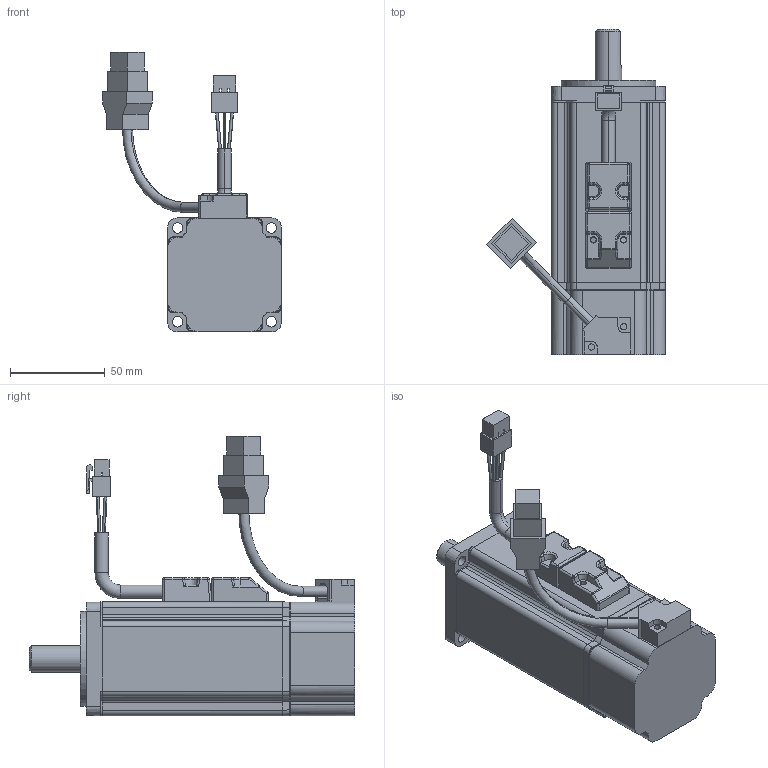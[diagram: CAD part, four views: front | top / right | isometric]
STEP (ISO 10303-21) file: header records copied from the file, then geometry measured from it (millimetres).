
FILE_DESCRIPTION(/* description */ ('Alibre Inc.'),/* implementation_level */ '2;1');
FILE_NAME(/* name */ 'export-38D1791E-B9E0-442D-A58A-887797EFCA3F',/* time_stamp */ '2024-06-20T12:20:46+02:00',/* author */ (''),/* organization */ (''),/* preprocessor_version */ 'ST-DEVELOPER v17',/* originating_system */ 'Alibre',/* authorisation */ '');
FILE_SCHEMA (('AUTOMOTIVE_DESIGN'));
Length unit declared in the file: millimetre
Products named in the file (1): ECMA-CX0602FS
Bounding box: 94.24 x 171.6 x 147.37 mm (x, y, z)
Volume: 494429.6 mm3; surface area: 53962 mm2
Topology: 1 solids, 1 shells, 514 faces, 1304 edges, 807 vertices
Faces by surface type: plane 248, cylinder 198, cone 27, sphere 18, torus 12, bspline 11
Entity records: 16159 total; most frequent: CARTESIAN_POINT 4031, ORIENTED_EDGE 2604, DIRECTION 2225, EDGE_CURVE 1302, AXIS2_PLACEMENT_3D 854, VERTEX_POINT 807, VECTOR 777, LINE 777
